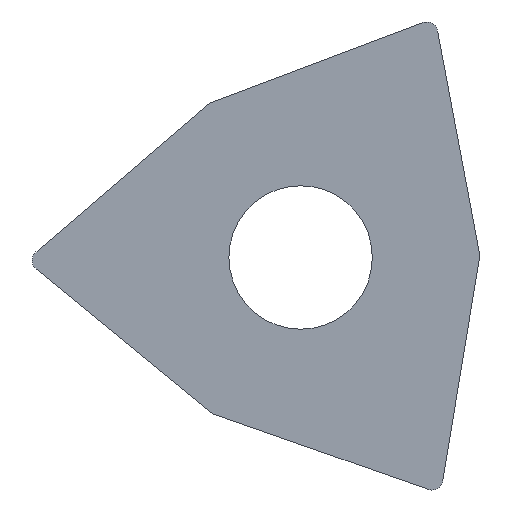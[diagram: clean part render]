
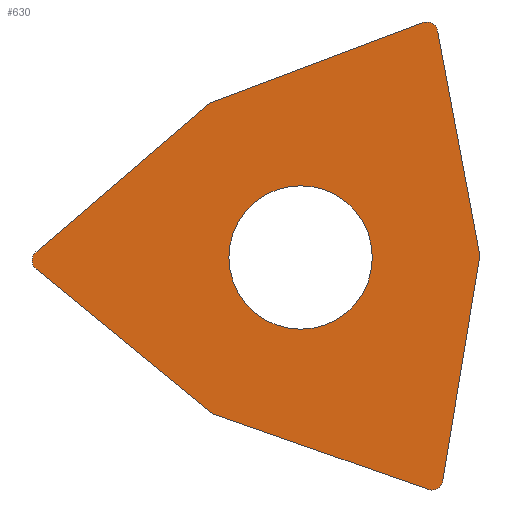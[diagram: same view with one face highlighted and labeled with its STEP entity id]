
A CAD part, front view. The second image highlights one B-rep face of the part: STEP entity #630.
In plain terms, the highlighted planar face has unit normal (0, -1, 0).
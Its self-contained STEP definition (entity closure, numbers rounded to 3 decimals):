
#1 = DIRECTION ( 'NONE',  ( 0., 1., 0. ) ) ;
#18 = CARTESIAN_POINT ( 'NONE',  ( -3.16, -4.76, -5.621 ) ) ;
#40 = CARTESIAN_POINT ( 'NONE',  ( 6.448, -4.76, 0.074 ) ) ;
#57 = CARTESIAN_POINT ( 'NONE',  ( 6.448, -4.76, 0.074 ) ) ;
#66 = CARTESIAN_POINT ( 'NONE',  ( 4.929, -4.76, 8.143 ) ) ;
#79 = CIRCLE ( 'NONE', #746, 0.4 ) ;
#82 = EDGE_CURVE ( 'NONE', #873, #456, #626, .T. ) ;
#89 = CARTESIAN_POINT ( 'NONE',  ( 0., -4.76, 0. ) ) ;
#121 = LINE ( 'NONE', #695, #1419 ) ;
#126 = DIRECTION ( 'NONE',  ( 0., 0., -1. ) ) ;
#129 = CARTESIAN_POINT ( 'NONE',  ( -9.51, -4.76, -0.416 ) ) ;
#142 = VERTEX_POINT ( 'NONE', #1774 ) ;
#147 = DIRECTION ( 'NONE',  ( 0., 1., 0. ) ) ;
#150 = AXIS2_PLACEMENT_3D ( 'NONE', #465, #1, #1690 ) ;
#180 = AXIS2_PLACEMENT_3D ( 'NONE', #1763, #844, #986 ) ;
#198 = CARTESIAN_POINT ( 'NONE',  ( 5.115, -4.76, -8.028 ) ) ;
#218 = LINE ( 'NONE', #1400, #1866 ) ;
#229 = LINE ( 'NONE', #266, #1164 ) ;
#241 = EDGE_CURVE ( 'NONE', #1295, #873, #1652, .T. ) ;
#266 = CARTESIAN_POINT ( 'NONE',  ( 4.929, -4.76, 8.143 ) ) ;
#269 = ORIENTED_EDGE ( 'NONE', *, *, #1629, .F. ) ;
#275 = CARTESIAN_POINT ( 'NONE',  ( -9.517, -4.76, 0.197 ) ) ;
#281 = CARTESIAN_POINT ( 'NONE',  ( 4.72, -4.76, -7.963 ) ) ;
#285 = VERTEX_POINT ( 'NONE', #198 ) ;
#370 = EDGE_CURVE ( 'NONE', #1099, #285, #835, .T. ) ;
#379 = VECTOR ( 'NONE', #597, 1000. ) ;
#396 = VERTEX_POINT ( 'NONE', #66 ) ;
#456 = VERTEX_POINT ( 'NONE', #275 ) ;
#465 = CARTESIAN_POINT ( 'NONE',  ( 4.536, -4.76, 8.069 ) ) ;
#532 = CIRCLE ( 'NONE', #1101, 0.4 ) ;
#548 = DIRECTION ( 'NONE',  ( 0., 1., 0. ) ) ;
#571 = ORIENTED_EDGE ( 'NONE', *, *, #241, .F. ) ;
#597 = DIRECTION ( 'NONE',  ( -0.773, 0., 0.634 ) ) ;
#626 = CIRCLE ( 'NONE', #1443, 0.4 ) ;
#630 = ADVANCED_FACE ( 'NONE', ( #795, #1650 ), #919, .F. ) ;
#641 = ORIENTED_EDGE ( 'NONE', *, *, #931, .F. ) ;
#672 = ORIENTED_EDGE ( 'NONE', *, *, #1547, .F. ) ;
#691 = CARTESIAN_POINT ( 'NONE',  ( 0., -4.76, -2.58 ) ) ;
#695 = CARTESIAN_POINT ( 'NONE',  ( -9.517, -4.76, 0.197 ) ) ;
#706 = CARTESIAN_POINT ( 'NONE',  ( 0., -4.76, 2.58 ) ) ;
#720 = EDGE_LOOP ( 'NONE', ( #641, #1432, #571, #1105, #1403, #1787, #1571, #672, #269, #1596 ) ) ;
#746 = AXIS2_PLACEMENT_3D ( 'NONE', #1364, #147, #888 ) ;
#792 = EDGE_CURVE ( 'NONE', #1331, #1295, #218, .T. ) ;
#795 = FACE_BOUND ( 'NONE', #938, .T. ) ;
#798 = CARTESIAN_POINT ( 'NONE',  ( -3.288, -4.76, 5.547 ) ) ;
#816 = AXIS2_PLACEMENT_3D ( 'NONE', #89, #548, #1444 ) ;
#835 = LINE ( 'NONE', #57, #1135 ) ;
#844 = DIRECTION ( 'NONE',  ( 0., 1., 0. ) ) ;
#873 = VERTEX_POINT ( 'NONE', #129 ) ;
#888 = DIRECTION ( 'NONE',  ( 0., 0., 1. ) ) ;
#919 = PLANE ( 'NONE',  #150 ) ;
#929 = VERTEX_POINT ( 'NONE', #1624 ) ;
#931 = EDGE_CURVE ( 'NONE', #456, #929, #121, .T. ) ;
#938 = EDGE_LOOP ( 'NONE', ( #1046, #1807 ) ) ;
#943 = VERTEX_POINT ( 'NONE', #706 ) ;
#979 = DIRECTION ( 'NONE',  ( 0., 0., 1. ) ) ;
#986 = DIRECTION ( 'NONE',  ( 0., 0., 1. ) ) ;
#1035 = CIRCLE ( 'NONE', #816, 2.58 ) ;
#1046 = ORIENTED_EDGE ( 'NONE', *, *, #1493, .T. ) ;
#1082 = VERTEX_POINT ( 'NONE', #1429 ) ;
#1087 = DIRECTION ( 'NONE',  ( 0., 1., 0. ) ) ;
#1097 = CARTESIAN_POINT ( 'NONE',  ( -9.256, -4.76, -0.106 ) ) ;
#1099 = VERTEX_POINT ( 'NONE', #40 ) ;
#1101 = AXIS2_PLACEMENT_3D ( 'NONE', #281, #1087, #126 ) ;
#1105 = ORIENTED_EDGE ( 'NONE', *, *, #792, .F. ) ;
#1135 = VECTOR ( 'NONE', #1426, 1000. ) ;
#1164 = VECTOR ( 'NONE', #1921, 1000. ) ;
#1258 = CIRCLE ( 'NONE', #1628, 2.58 ) ;
#1275 = DIRECTION ( 'NONE',  ( -0.944, 0., 0.331 ) ) ;
#1281 = EDGE_CURVE ( 'NONE', #285, #1331, #532, .T. ) ;
#1291 = DIRECTION ( 'NONE',  ( 0., 1., 0. ) ) ;
#1295 = VERTEX_POINT ( 'NONE', #18 ) ;
#1316 = DIRECTION ( 'NONE',  ( 0., 0., 1. ) ) ;
#1317 = VECTOR ( 'NONE', #1374, 1000. ) ;
#1331 = VERTEX_POINT ( 'NONE', #1515 ) ;
#1364 = CARTESIAN_POINT ( 'NONE',  ( 4.536, -4.76, 8.069 ) ) ;
#1374 = DIRECTION ( 'NONE',  ( 0.936, 0., 0.353 ) ) ;
#1400 = CARTESIAN_POINT ( 'NONE',  ( -3.16, -4.76, -5.621 ) ) ;
#1403 = ORIENTED_EDGE ( 'NONE', *, *, #1281, .F. ) ;
#1419 = VECTOR ( 'NONE', #1485, 1000. ) ;
#1426 = DIRECTION ( 'NONE',  ( -0.162, 0., -0.987 ) ) ;
#1429 = CARTESIAN_POINT ( 'NONE',  ( 4.395, -4.76, 8.443 ) ) ;
#1432 = ORIENTED_EDGE ( 'NONE', *, *, #82, .F. ) ;
#1443 = AXIS2_PLACEMENT_3D ( 'NONE', #1097, #1718, #979 ) ;
#1444 = DIRECTION ( 'NONE',  ( 0., 0., 1. ) ) ;
#1480 = CARTESIAN_POINT ( 'NONE',  ( -9.51, -4.76, -0.416 ) ) ;
#1482 = EDGE_CURVE ( 'NONE', #396, #1099, #229, .T. ) ;
#1485 = DIRECTION ( 'NONE',  ( 0.759, 0., 0.652 ) ) ;
#1493 = EDGE_CURVE ( 'NONE', #943, #1521, #1258, .T. ) ;
#1515 = CARTESIAN_POINT ( 'NONE',  ( 4.588, -4.76, -8.34 ) ) ;
#1521 = VERTEX_POINT ( 'NONE', #691 ) ;
#1533 = EDGE_CURVE ( 'NONE', #1521, #943, #1035, .T. ) ;
#1547 = EDGE_CURVE ( 'NONE', #142, #396, #1696, .T. ) ;
#1571 = ORIENTED_EDGE ( 'NONE', *, *, #1482, .F. ) ;
#1596 = ORIENTED_EDGE ( 'NONE', *, *, #1908, .F. ) ;
#1624 = CARTESIAN_POINT ( 'NONE',  ( -3.288, -4.76, 5.547 ) ) ;
#1628 = AXIS2_PLACEMENT_3D ( 'NONE', #1734, #1291, #1316 ) ;
#1629 = EDGE_CURVE ( 'NONE', #1082, #142, #79, .T. ) ;
#1650 = FACE_OUTER_BOUND ( 'NONE', #720, .T. ) ;
#1652 = LINE ( 'NONE', #1480, #379 ) ;
#1690 = DIRECTION ( 'NONE',  ( 0., 0., 1. ) ) ;
#1695 = LINE ( 'NONE', #798, #1317 ) ;
#1696 = CIRCLE ( 'NONE', #180, 0.4 ) ;
#1718 = DIRECTION ( 'NONE',  ( 0., 1., 0. ) ) ;
#1734 = CARTESIAN_POINT ( 'NONE',  ( 0., -4.76, 0. ) ) ;
#1763 = CARTESIAN_POINT ( 'NONE',  ( 4.536, -4.76, 8.069 ) ) ;
#1774 = CARTESIAN_POINT ( 'NONE',  ( 4.536, -4.76, 8.469 ) ) ;
#1787 = ORIENTED_EDGE ( 'NONE', *, *, #370, .F. ) ;
#1807 = ORIENTED_EDGE ( 'NONE', *, *, #1533, .T. ) ;
#1866 = VECTOR ( 'NONE', #1275, 1000. ) ;
#1908 = EDGE_CURVE ( 'NONE', #929, #1082, #1695, .T. ) ;
#1921 = DIRECTION ( 'NONE',  ( 0.185, 0., -0.983 ) ) ;
